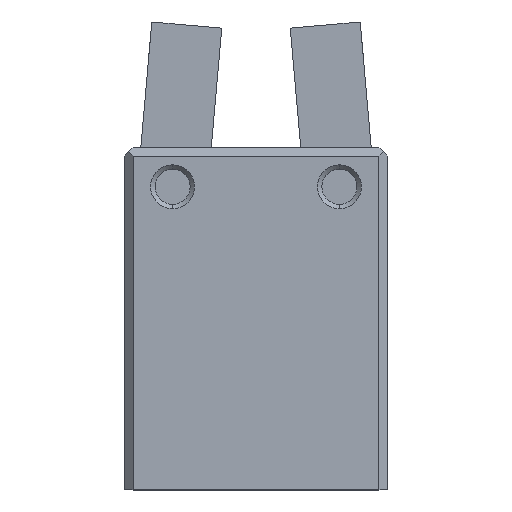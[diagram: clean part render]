
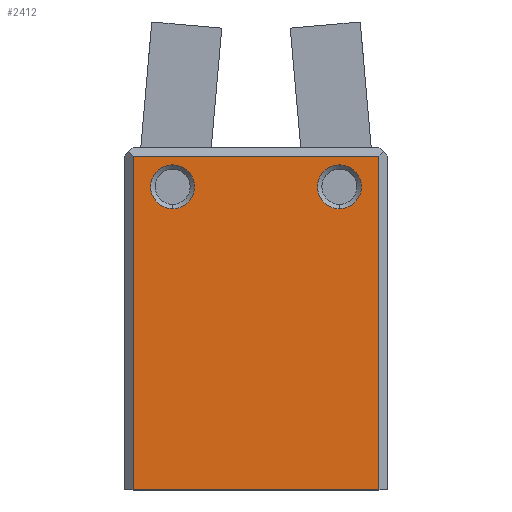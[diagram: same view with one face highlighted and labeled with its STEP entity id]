
A CAD part, top view. The second image highlights one B-rep face of the part: STEP entity #2412.
In plain terms, the highlighted planar face has unit normal (0, 0, 1).
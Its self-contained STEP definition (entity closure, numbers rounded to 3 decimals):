
#1182 = EDGE_CURVE( '', #2632, #2838, #3155, .T. );
#1524 = EDGE_CURVE( '', #1740, #2374, #3544, .T. );
#1702 = VERTEX_POINT( '', #3739 );
#1740 = VERTEX_POINT( '', #3781 );
#1784 = EDGE_CURVE( '', #2374, #1740, #3830, .T. );
#1976 = VERTEX_POINT( '', #4045 );
#2034 = EDGE_CURVE( '', #2048, #1702, #4110, .T. );
#2048 = VERTEX_POINT( '', #4126 );
#2144 = VERTEX_POINT( '', #4245 );
#2232 = EDGE_CURVE( '', #1702, #2048, #4343, .T. );
#2374 = VERTEX_POINT( '', #4507 );
#2412 = ADVANCED_FACE( '', ( #4547, #4548, #4549 ), #4550, .T. );
#2478 = EDGE_CURVE( '', #1976, #2838, #4620, .T. );
#2632 = VERTEX_POINT( '', #4788 );
#2838 = VERTEX_POINT( '', #5014 );
#2850 = EDGE_CURVE( '', #1976, #2144, #5026, .T. );
#2864 = EDGE_CURVE( '', #2144, #2632, #5041, .T. );
#3155 = LINE( '', #5416, #5417 );
#3544 = CIRCLE( '', #5933, 2.5 );
#3739 = CARTESIAN_POINT( '', ( 9.5, 37., 12.5 ) );
#3781 = CARTESIAN_POINT( '', ( -9.5, 32., 12.5 ) );
#3830 = CIRCLE( '', #6324, 2.5 );
#4045 = CARTESIAN_POINT( '', ( -14., 0., 12.5 ) );
#4110 = CIRCLE( '', #6703, 2.5 );
#4126 = CARTESIAN_POINT( '', ( 9.5, 32., 12.5 ) );
#4245 = CARTESIAN_POINT( '', ( 14., 0., 12.5 ) );
#4343 = CIRCLE( '', #7011, 2.5 );
#4507 = CARTESIAN_POINT( '', ( -9.5, 37., 12.5 ) );
#4547 = FACE_BOUND( '', #7293, .T. );
#4548 = FACE_BOUND( '', #7294, .T. );
#4549 = FACE_OUTER_BOUND( '', #7295, .T. );
#4550 = PLANE( '', #7296 );
#4620 = LINE( '', #7398, #7399 );
#4788 = CARTESIAN_POINT( '', ( 14., 38., 12.5 ) );
#5014 = CARTESIAN_POINT( '', ( -14., 38., 12.5 ) );
#5026 = LINE( '', #7976, #7977 );
#5041 = LINE( '', #7999, #8000 );
#5416 = CARTESIAN_POINT( '', ( 14.5, 38., 12.5 ) );
#5417 = VECTOR( '', #8338, 1. );
#5933 = AXIS2_PLACEMENT_3D( '', #8835, #8836, #8837 );
#6324 = AXIS2_PLACEMENT_3D( '', #9138, #9139, #9140 );
#6703 = AXIS2_PLACEMENT_3D( '', #9462, #9463, #9464 );
#7011 = AXIS2_PLACEMENT_3D( '', #9780, #9781, #9782 );
#7293 = EDGE_LOOP( '', ( #10039, #10040 ) );
#7294 = EDGE_LOOP( '', ( #10041, #10042 ) );
#7295 = EDGE_LOOP( '', ( #10043, #10044, #10045, #10046 ) );
#7296 = AXIS2_PLACEMENT_3D( '', #10047, #10048, #10049 );
#7398 = CARTESIAN_POINT( '', ( -14., 0., 12.5 ) );
#7399 = VECTOR( '', #10109, 1. );
#7976 = CARTESIAN_POINT( '', ( -14., 0., 12.5 ) );
#7977 = VECTOR( '', #10521, 1. );
#7999 = CARTESIAN_POINT( '', ( 14., 0., 12.5 ) );
#8000 = VECTOR( '', #10538, 1. );
#8338 = DIRECTION( '', ( -1., 0., 0. ) );
#8835 = CARTESIAN_POINT( '', ( -9.5, 34.5, 12.5 ) );
#8836 = DIRECTION( '', ( 0., 0., -1. ) );
#8837 = DIRECTION( '', ( 0., 1., 0. ) );
#9138 = CARTESIAN_POINT( '', ( -9.5, 34.5, 12.5 ) );
#9139 = DIRECTION( '', ( 0., 0., -1. ) );
#9140 = DIRECTION( '', ( 0., 1., 0. ) );
#9462 = CARTESIAN_POINT( '', ( 9.5, 34.5, 12.5 ) );
#9463 = DIRECTION( '', ( 0., 0., -1. ) );
#9464 = DIRECTION( '', ( 0., 1., 0. ) );
#9780 = CARTESIAN_POINT( '', ( 9.5, 34.5, 12.5 ) );
#9781 = DIRECTION( '', ( 0., 0., -1. ) );
#9782 = DIRECTION( '', ( 0., 1., 0. ) );
#10039 = ORIENTED_EDGE( '', *, *, #1784, .T. );
#10040 = ORIENTED_EDGE( '', *, *, #1524, .T. );
#10041 = ORIENTED_EDGE( '', *, *, #2232, .T. );
#10042 = ORIENTED_EDGE( '', *, *, #2034, .T. );
#10043 = ORIENTED_EDGE( '', *, *, #2478, .F. );
#10044 = ORIENTED_EDGE( '', *, *, #2850, .T. );
#10045 = ORIENTED_EDGE( '', *, *, #2864, .T. );
#10046 = ORIENTED_EDGE( '', *, *, #1182, .T. );
#10047 = CARTESIAN_POINT( '', ( 14., 0., 12.5 ) );
#10048 = DIRECTION( '', ( 0., 0., 1. ) );
#10049 = DIRECTION( '', ( 1., 0., 0. ) );
#10109 = DIRECTION( '', ( 0., 1., 0. ) );
#10521 = DIRECTION( '', ( 1., 0., 0. ) );
#10538 = DIRECTION( '', ( 0., 1., 0. ) );
